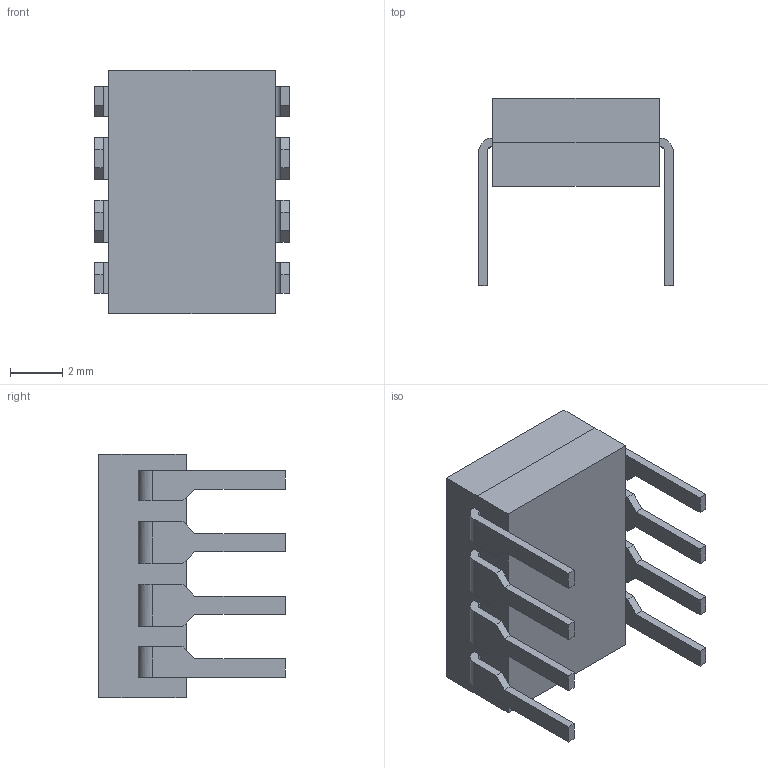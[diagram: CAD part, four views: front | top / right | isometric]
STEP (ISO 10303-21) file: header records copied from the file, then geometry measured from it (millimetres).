
FILE_DESCRIPTION(('THIS FILE CONTAINS SOME STEP INSTANCES'),'1');
FILE_NAME('OP-AMP.stp','2012-05-05T12:58:06',('UNDEFINED'),('UNDEFINED'),'T-FLEX CAD STEP converter','T-FLEX CAD','');
FILE_SCHEMA(('CONFIG_CONTROL_DESIGN'));
Length unit declared in the file: metre
Products named in the file (10): Undefined
Assembly tree (9 placements, depth 2):
  Undefined
    Undefined
    Undefined
    Undefined
    Undefined
    Undefined
    Undefined
    Undefined
    Undefined
    Undefined
Bounding box: 7.41 x 7.12 x 9.28 mm (x, y, z)
Volume: 208.6 mm3; surface area: 343.8 mm2
Topology: 9 solids, 9 shells, 100 faces, 243 edges, 162 vertices
Faces by surface type: plane 82, cylinder 18
Full cylindrical faces by diameter (mm): 1.524 x1
Entity records: 3116 total; most frequent: CARTESIAN_POINT 582, ORIENTED_EDGE 484, DIRECTION 467, EDGE_CURVE 242, LINE 201, VECTOR 201, VERTEX_POINT 162, AXIS2_PLACEMENT_3D 133
